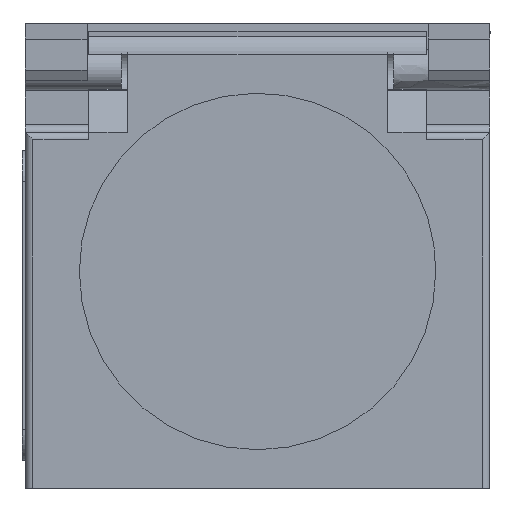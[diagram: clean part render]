
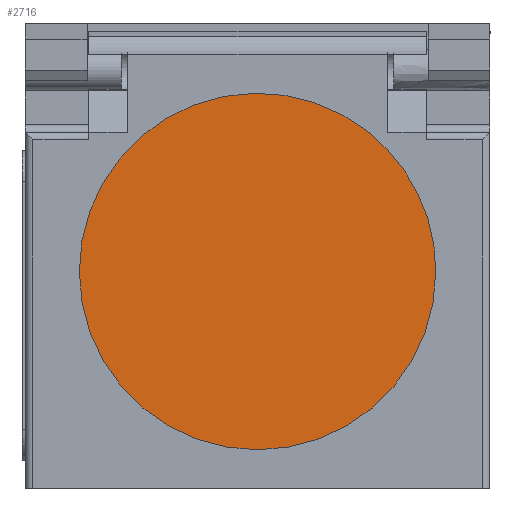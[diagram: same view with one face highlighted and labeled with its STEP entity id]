
A CAD part, front view. The second image highlights one B-rep face of the part: STEP entity #2716.
In plain terms, the highlighted planar face has unit normal (0, -1, 0).
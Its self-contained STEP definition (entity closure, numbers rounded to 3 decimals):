
#811=CARTESIAN_POINT('',(26.502,0.,14.));
#812=VERTEX_POINT('',#811);
#821=CARTESIAN_POINT('',(3.498,0.,14.));
#822=VERTEX_POINT('',#821);
#823=CARTESIAN_POINT('',(15.0,0.,14.));
#824=DIRECTION('',(0.0,-1.0,0.0));
#825=DIRECTION('',(1.0,0.0,0.0));
#826=AXIS2_PLACEMENT_3D('',#823,#824,#825);
#827=CIRCLE('',#826,11.502);
#828=EDGE_CURVE('',#822,#812,#827,.T.);
#2687=CARTESIAN_POINT('',(22.162,0.,23.));
#2688=VERTEX_POINT('',#2687);
#2689=CARTESIAN_POINT('',(15.0,0.,14.));
#2690=DIRECTION('',(0.0,-1.0,0.0));
#2691=DIRECTION('',(1.0,0.0,0.0));
#2692=AXIS2_PLACEMENT_3D('',#2689,#2690,#2691);
#2693=CIRCLE('',#2692,11.502);
#2694=EDGE_CURVE('',#2688,#822,#2693,.T.);
#2696=CARTESIAN_POINT('',(15.0,0.,14.));
#2697=DIRECTION('',(0.0,-1.0,0.0));
#2698=DIRECTION('',(1.0,0.0,0.0));
#2699=AXIS2_PLACEMENT_3D('',#2696,#2697,#2698);
#2700=CIRCLE('',#2699,11.502);
#2701=EDGE_CURVE('',#812,#2688,#2700,.T.);
#2706=CARTESIAN_POINT('',(14.911,0.,4.125));
#2707=DIRECTION('',(0.0,-1.0,0.0));
#2708=DIRECTION('',(0.0,0.0,1.0));
#2709=AXIS2_PLACEMENT_3D('',#2706,#2707,#2708);
#2710=PLANE('',#2709);
#2711=ORIENTED_EDGE('',*,*,#2694,.T.);
#2712=ORIENTED_EDGE('',*,*,#828,.T.);
#2713=ORIENTED_EDGE('',*,*,#2701,.T.);
#2714=EDGE_LOOP('',(#2711,#2712,#2713));
#2715=FACE_OUTER_BOUND('',#2714,.T.);
#2716=ADVANCED_FACE('',(#2715),#2710,.T.);
